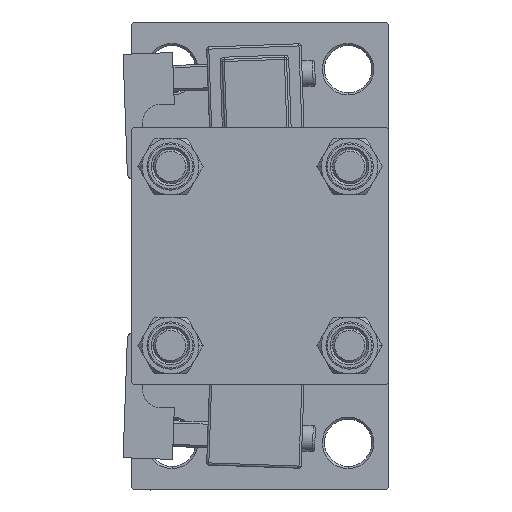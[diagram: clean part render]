
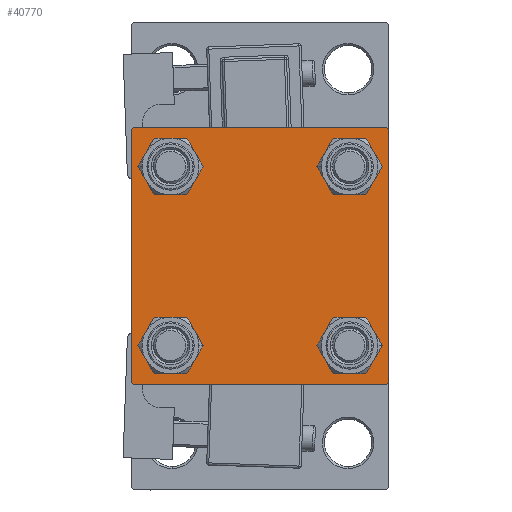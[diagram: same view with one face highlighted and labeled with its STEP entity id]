
A CAD part, left-side view. The second image highlights one B-rep face of the part: STEP entity #40770.
In plain terms, the highlighted planar face has unit normal (-1, 0, 0).
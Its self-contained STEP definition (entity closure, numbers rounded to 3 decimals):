
#292 = AXIS2_PLACEMENT_3D ( 'NONE', #19016, #35469, #26983 ) ;
#303 = VERTEX_POINT ( 'NONE', #29113 ) ;
#1072 = AXIS2_PLACEMENT_3D ( 'NONE', #38064, #9921, #26097 ) ;
#1596 = CARTESIAN_POINT ( 'NONE',  ( 0., 30., 30. ) ) ;
#1644 = VERTEX_POINT ( 'NONE', #47798 ) ;
#1728 = DIRECTION ( 'NONE',  ( 1., 0., 0. ) ) ;
#1994 = DIRECTION ( 'NONE',  ( 0., 0., 1. ) ) ;
#2314 = EDGE_CURVE ( 'NONE', #1644, #7316, #10940, .T. ) ;
#2419 = EDGE_LOOP ( 'NONE', ( #50277, #9874 ) ) ;
#2512 = CARTESIAN_POINT ( 'NONE',  ( 0., -20.85, 20.85 ) ) ;
#2630 = CIRCLE ( 'NONE', #39929, 4.5 ) ;
#3745 = LINE ( 'NONE', #23384, #41819 ) ;
#3894 = CARTESIAN_POINT ( 'NONE',  ( 0., -29.75, -29.75 ) ) ;
#4005 = DIRECTION ( 'NONE',  ( 0., 0.707, 0.707 ) ) ;
#4456 = VECTOR ( 'NONE', #34827, 1000. ) ;
#4626 = FACE_BOUND ( 'NONE', #22717, .T. ) ;
#5224 = VERTEX_POINT ( 'NONE', #45304 ) ;
#5437 = VECTOR ( 'NONE', #28661, 1000. ) ;
#5920 = CARTESIAN_POINT ( 'NONE',  ( 0., 29.75, -29.75 ) ) ;
#6247 = LINE ( 'NONE', #50891, #34796 ) ;
#6503 = DIRECTION ( 'NONE',  ( 0., 0.707, -0.707 ) ) ;
#6506 = CIRCLE ( 'NONE', #51459, 4.5 ) ;
#6602 = ORIENTED_EDGE ( 'NONE', *, *, #34259, .T. ) ;
#7316 = VERTEX_POINT ( 'NONE', #50413 ) ;
#7558 = VERTEX_POINT ( 'NONE', #9152 ) ;
#8515 = CARTESIAN_POINT ( 'NONE',  ( 0., 20.85, 20.85 ) ) ;
#8602 = FACE_OUTER_BOUND ( 'NONE', #24653, .T. ) ;
#8759 = CIRCLE ( 'NONE', #42704, 4.5 ) ;
#8938 = VERTEX_POINT ( 'NONE', #9698 ) ;
#9152 = CARTESIAN_POINT ( 'NONE',  ( 0., -29.5, -30. ) ) ;
#9193 = VECTOR ( 'NONE', #48491, 1000. ) ;
#9698 = CARTESIAN_POINT ( 'NONE',  ( 0., -20.85, -25.35 ) ) ;
#9874 = ORIENTED_EDGE ( 'NONE', *, *, #25824, .T. ) ;
#9921 = DIRECTION ( 'NONE',  ( 1., 0., 0. ) ) ;
#10317 = VERTEX_POINT ( 'NONE', #32725 ) ;
#10512 = CIRCLE ( 'NONE', #30850, 4.5 ) ;
#10662 = EDGE_CURVE ( 'NONE', #303, #41691, #22519, .T. ) ;
#10940 = LINE ( 'NONE', #5920, #4456 ) ;
#11546 = CARTESIAN_POINT ( 'NONE',  ( 0., 0., 0. ) ) ;
#11590 = CARTESIAN_POINT ( 'NONE',  ( 0., -30., 29.5 ) ) ;
#11653 = AXIS2_PLACEMENT_3D ( 'NONE', #11546, #16299, #28501 ) ;
#11884 = ORIENTED_EDGE ( 'NONE', *, *, #42922, .T. ) ;
#12750 = CARTESIAN_POINT ( 'NONE',  ( 0., -30., 30. ) ) ;
#13018 = EDGE_CURVE ( 'NONE', #5224, #44747, #6506, .T. ) ;
#13203 = ORIENTED_EDGE ( 'NONE', *, *, #48210, .T. ) ;
#14822 = ORIENTED_EDGE ( 'NONE', *, *, #51869, .T. ) ;
#16104 = VERTEX_POINT ( 'NONE', #37926 ) ;
#16207 = DIRECTION ( 'NONE',  ( 0., 0., 1. ) ) ;
#16299 = DIRECTION ( 'NONE',  ( -1., 0., 0. ) ) ;
#16454 = ORIENTED_EDGE ( 'NONE', *, *, #52138, .T. ) ;
#16658 = VECTOR ( 'NONE', #38500, 1000. ) ;
#17323 = CARTESIAN_POINT ( 'NONE',  ( 0., 20.85, 20.85 ) ) ;
#17940 = EDGE_CURVE ( 'NONE', #31902, #10317, #6247, .T. ) ;
#18606 = VERTEX_POINT ( 'NONE', #11590 ) ;
#19016 = CARTESIAN_POINT ( 'NONE',  ( 0., -20.85, -20.85 ) ) ;
#20068 = LINE ( 'NONE', #3894, #35763 ) ;
#20269 = PLANE ( 'NONE',  #11653 ) ;
#20405 = VERTEX_POINT ( 'NONE', #45750 ) ;
#20408 = CARTESIAN_POINT ( 'NONE',  ( 0., 29.5, 30. ) ) ;
#20530 = FACE_BOUND ( 'NONE', #46210, .T. ) ;
#20695 = LINE ( 'NONE', #12750, #5437 ) ;
#22519 = CIRCLE ( 'NONE', #43728, 4.5 ) ;
#22717 = EDGE_LOOP ( 'NONE', ( #31251, #13203 ) ) ;
#23384 = CARTESIAN_POINT ( 'NONE',  ( 0., -29.75, 29.75 ) ) ;
#23992 = DIRECTION ( 'NONE',  ( 0., 0., 1. ) ) ;
#24107 = DIRECTION ( 'NONE',  ( 1., 0., 0. ) ) ;
#24653 = EDGE_LOOP ( 'NONE', ( #6602, #28586, #11884, #14822, #49397, #25483, #38758, #47590 ) ) ;
#24849 = CIRCLE ( 'NONE', #292, 4.5 ) ;
#25483 = ORIENTED_EDGE ( 'NONE', *, *, #26819, .T. ) ;
#25824 = EDGE_CURVE ( 'NONE', #52428, #38083, #10512, .T. ) ;
#25930 = EDGE_CURVE ( 'NONE', #18606, #20405, #20695, .T. ) ;
#26097 = DIRECTION ( 'NONE',  ( 0., 0., 1. ) ) ;
#26819 = EDGE_CURVE ( 'NONE', #18606, #16104, #3745, .T. ) ;
#26869 = CARTESIAN_POINT ( 'NONE',  ( 0., -20.85, 25.35 ) ) ;
#26983 = DIRECTION ( 'NONE',  ( 0., 0., 1. ) ) ;
#27058 = CARTESIAN_POINT ( 'NONE',  ( 0., -20.85, -16.35 ) ) ;
#27218 = LINE ( 'NONE', #51964, #9193 ) ;
#27280 = EDGE_CURVE ( 'NONE', #8938, #50543, #8759, .T. ) ;
#27450 = EDGE_CURVE ( 'NONE', #50543, #8938, #24849, .T. ) ;
#27965 = DIRECTION ( 'NONE',  ( 1., 0., 0. ) ) ;
#28501 = DIRECTION ( 'NONE',  ( 0., 0., 1. ) ) ;
#28586 = ORIENTED_EDGE ( 'NONE', *, *, #2314, .T. ) ;
#28661 = DIRECTION ( 'NONE',  ( 0., 0., -1. ) ) ;
#29113 = CARTESIAN_POINT ( 'NONE',  ( 0., 20.85, 25.35 ) ) ;
#30843 = DIRECTION ( 'NONE',  ( 0., 0., 1. ) ) ;
#30850 = AXIS2_PLACEMENT_3D ( 'NONE', #2512, #1728, #1994 ) ;
#31251 = ORIENTED_EDGE ( 'NONE', *, *, #10662, .T. ) ;
#31902 = VERTEX_POINT ( 'NONE', #20408 ) ;
#31947 = CARTESIAN_POINT ( 'NONE',  ( 0., 20.85, -20.85 ) ) ;
#32725 = CARTESIAN_POINT ( 'NONE',  ( 0., 30., 29.5 ) ) ;
#33115 = CARTESIAN_POINT ( 'NONE',  ( 0., -20.85, -20.85 ) ) ;
#33520 = DIRECTION ( 'NONE',  ( 1., 0., 0. ) ) ;
#34259 = EDGE_CURVE ( 'NONE', #10317, #1644, #50755, .T. ) ;
#34796 = VECTOR ( 'NONE', #6503, 1000. ) ;
#34827 = DIRECTION ( 'NONE',  ( 0., -0.707, -0.707 ) ) ;
#35271 = EDGE_LOOP ( 'NONE', ( #38687, #16454 ) ) ;
#35304 = CARTESIAN_POINT ( 'NONE',  ( 0., -20.85, 16.35 ) ) ;
#35469 = DIRECTION ( 'NONE',  ( 1., 0., 0. ) ) ;
#35733 = CARTESIAN_POINT ( 'NONE',  ( 0., -20.85, 20.85 ) ) ;
#35763 = VECTOR ( 'NONE', #36521, 1000. ) ;
#36521 = DIRECTION ( 'NONE',  ( 0., -0.707, 0.707 ) ) ;
#37798 = EDGE_CURVE ( 'NONE', #38083, #52428, #39603, .T. ) ;
#37926 = CARTESIAN_POINT ( 'NONE',  ( 0., -29.5, 30. ) ) ;
#38064 = CARTESIAN_POINT ( 'NONE',  ( 0., 20.85, -20.85 ) ) ;
#38083 = VERTEX_POINT ( 'NONE', #26869 ) ;
#38500 = DIRECTION ( 'NONE',  ( 0., 0., -1. ) ) ;
#38687 = ORIENTED_EDGE ( 'NONE', *, *, #13018, .T. ) ;
#38758 = ORIENTED_EDGE ( 'NONE', *, *, #51822, .F. ) ;
#39603 = CIRCLE ( 'NONE', #51514, 4.5 ) ;
#39682 = CARTESIAN_POINT ( 'NONE',  ( 0., 20.85, -25.35 ) ) ;
#39929 = AXIS2_PLACEMENT_3D ( 'NONE', #17323, #33520, #30843 ) ;
#40482 = FACE_BOUND ( 'NONE', #2419, .T. ) ;
#40770 = ADVANCED_FACE ( 'NONE', ( #40482, #20530, #44996, #4626, #8602 ), #20269, .T. ) ;
#40789 = DIRECTION ( 'NONE',  ( 0., -1., 0. ) ) ;
#41691 = VERTEX_POINT ( 'NONE', #45611 ) ;
#41819 = VECTOR ( 'NONE', #4005, 1000. ) ;
#42704 = AXIS2_PLACEMENT_3D ( 'NONE', #33115, #24107, #49363 ) ;
#42922 = EDGE_CURVE ( 'NONE', #7316, #7558, #27218, .T. ) ;
#43499 = ORIENTED_EDGE ( 'NONE', *, *, #27450, .T. ) ;
#43728 = AXIS2_PLACEMENT_3D ( 'NONE', #8515, #48648, #16207 ) ;
#44747 = VERTEX_POINT ( 'NONE', #39682 ) ;
#44996 = FACE_BOUND ( 'NONE', #35271, .T. ) ;
#45304 = CARTESIAN_POINT ( 'NONE',  ( 0., 20.85, -16.35 ) ) ;
#45611 = CARTESIAN_POINT ( 'NONE',  ( 0., 20.85, 16.35 ) ) ;
#45750 = CARTESIAN_POINT ( 'NONE',  ( 0., -30., -29.5 ) ) ;
#46210 = EDGE_LOOP ( 'NONE', ( #43499, #52276 ) ) ;
#47590 = ORIENTED_EDGE ( 'NONE', *, *, #17940, .T. ) ;
#47798 = CARTESIAN_POINT ( 'NONE',  ( 0., 30., -29.5 ) ) ;
#48015 = LINE ( 'NONE', #51737, #51938 ) ;
#48210 = EDGE_CURVE ( 'NONE', #41691, #303, #2630, .T. ) ;
#48265 = DIRECTION ( 'NONE',  ( 0., 0., 1. ) ) ;
#48491 = DIRECTION ( 'NONE',  ( 0., -1., 0. ) ) ;
#48648 = DIRECTION ( 'NONE',  ( 1., 0., 0. ) ) ;
#49363 = DIRECTION ( 'NONE',  ( 0., 0., 1. ) ) ;
#49397 = ORIENTED_EDGE ( 'NONE', *, *, #25930, .F. ) ;
#50277 = ORIENTED_EDGE ( 'NONE', *, *, #37798, .T. ) ;
#50413 = CARTESIAN_POINT ( 'NONE',  ( 0., 29.5, -30. ) ) ;
#50543 = VERTEX_POINT ( 'NONE', #27058 ) ;
#50755 = LINE ( 'NONE', #1596, #16658 ) ;
#50891 = CARTESIAN_POINT ( 'NONE',  ( 0., 29.75, 29.75 ) ) ;
#51161 = CIRCLE ( 'NONE', #1072, 4.5 ) ;
#51459 = AXIS2_PLACEMENT_3D ( 'NONE', #31947, #27965, #23992 ) ;
#51514 = AXIS2_PLACEMENT_3D ( 'NONE', #35733, #51996, #48265 ) ;
#51737 = CARTESIAN_POINT ( 'NONE',  ( 0., 30., 30. ) ) ;
#51822 = EDGE_CURVE ( 'NONE', #31902, #16104, #48015, .T. ) ;
#51869 = EDGE_CURVE ( 'NONE', #7558, #20405, #20068, .T. ) ;
#51938 = VECTOR ( 'NONE', #40789, 1000. ) ;
#51964 = CARTESIAN_POINT ( 'NONE',  ( 0., 30., -30. ) ) ;
#51996 = DIRECTION ( 'NONE',  ( 1., 0., 0. ) ) ;
#52138 = EDGE_CURVE ( 'NONE', #44747, #5224, #51161, .T. ) ;
#52276 = ORIENTED_EDGE ( 'NONE', *, *, #27280, .T. ) ;
#52428 = VERTEX_POINT ( 'NONE', #35304 ) ;
